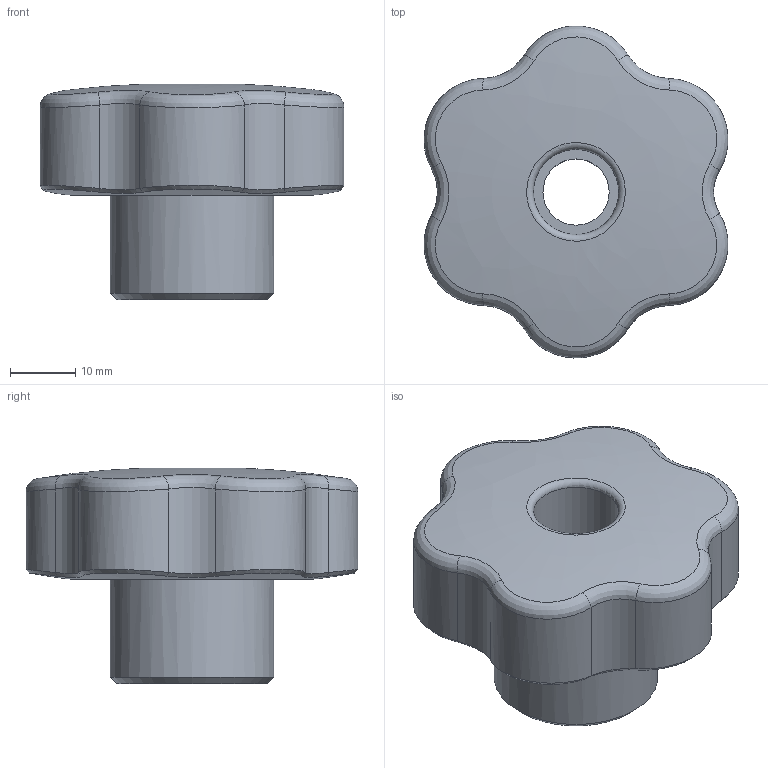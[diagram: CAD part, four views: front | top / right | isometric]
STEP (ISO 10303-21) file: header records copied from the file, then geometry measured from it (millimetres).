
FILE_DESCRIPTION( ( 'Unknown' ), '1' );
FILE_NAME( '6114050_VB50_FP_M12.stp', 'Unknown', ( 'Unknown' ), ( 'Unknown' ), 'PSStep 11.0', 'Unknown', ' ' );
FILE_SCHEMA( ( 'AUTOMOTIVE_DESIGN { 1 0 10303 214 1 1 1 1 }' ) );
Length unit declared in the file: millimetre
Products named in the file (1): 6114050
Bounding box: 46.4 x 50.68 x 32.9 mm (x, y, z)
Volume: 27464.7 mm3; surface area: 10280.3 mm2
Topology: 1 solids, 1 shells, 161 faces, 390 edges, 231 vertices
Faces by surface type: bspline 62, cylinder 57, plane 26, torus 14, cone 2
Full cylindrical faces by diameter (mm): 10.106 x1, 13 x1, 25 x1
Entity records: 15631 total; most frequent: CARTESIAN_POINT 11121, ORIENTED_EDGE 750, DIRECTION 542, EDGE_CURVE 375, VERTEX_POINT 225, AXIS2_PLACEMENT_3D 223, EDGE_LOOP 172, FACE_OUTER_BOUND 168
